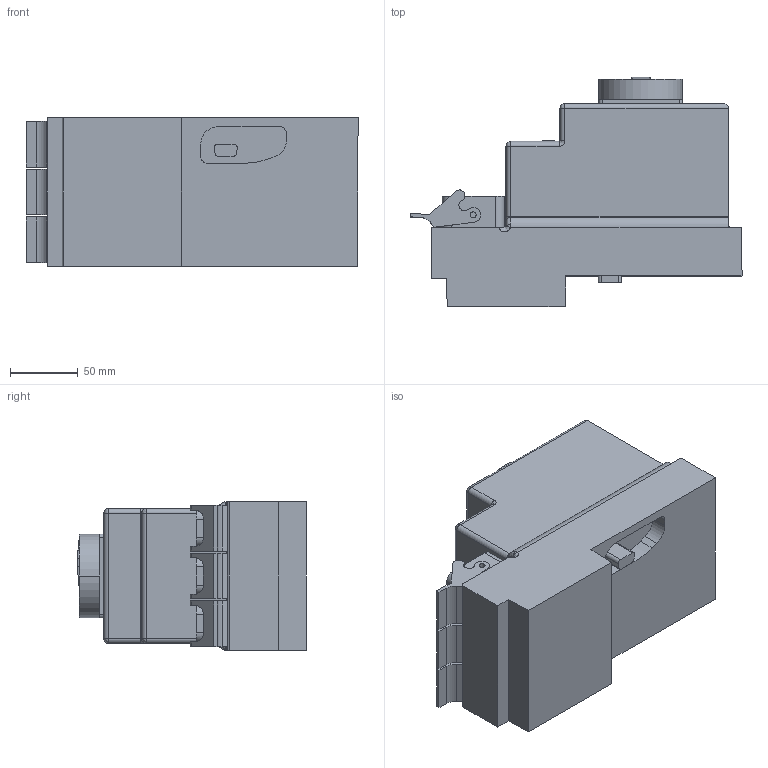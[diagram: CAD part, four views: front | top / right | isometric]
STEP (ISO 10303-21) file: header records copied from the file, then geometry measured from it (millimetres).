
FILE_DESCRIPTION (( 'STEP AP214' ), '1' );
FILE_NAME ('3RK1304_00000946_000__3d.step', '2007-02-12T08:11:39', ( 'Uwe Förster' ), ( 'Siemens and Partners' ), 'SwSTEP 2.0', 'SolidWorks 2007', '' );
FILE_SCHEMA (( 'AUTOMOTIVE_DESIGN' ));
Length unit declared in the file: millimetre
Products named in the file (1): 3RK1304_00000946_000__3d
Bounding box: 245.69 x 169.38 x 110 mm (x, y, z)
Volume: 2602991.8 mm3; surface area: 184392.4 mm2
Topology: 1 solids, 1 shells, 389 faces, 981 edges, 637 vertices
Faces by surface type: cylinder 210, plane 163, bspline 16
Entity records: 17462 total; most frequent: CARTESIAN_POINT 3665, DIRECTION 2048, ORIENTED_EDGE 1954, EDGE_CURVE 977, AXIS2_PLACEMENT_3D 764, VERTEX_POINT 637, VECTOR 520, LINE 520
